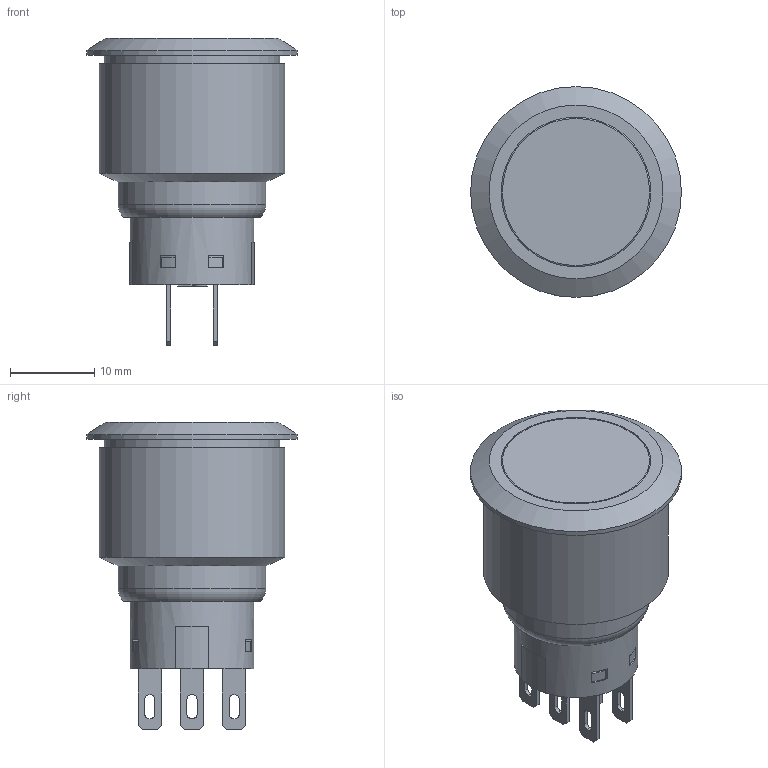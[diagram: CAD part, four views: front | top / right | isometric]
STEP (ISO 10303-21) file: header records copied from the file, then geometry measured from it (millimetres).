
FILE_DESCRIPTION(/* description */ (''),/* implementation_level */ '2;1');
FILE_NAME(/* name */ 'ULV7F2Hxx.stp',/* time_stamp */ '2025-06-04T14:24:16-05:00',/* author */ ('mroman'),/* organization */ (''),/* preprocessor_version */ 'ST-DEVELOPER v18.1',/* originating_system */ 'Autodesk Inventor 2022',/* authorisation */ '');
FILE_SCHEMA (('AUTOMOTIVE_DESIGN { 1 0 10303 214 3 1 1 }'));
Length unit declared in the file: centimetre
Products named in the file (1): ULV7F2Hxx
Bounding box: 25 x 25 x 36.4 mm (x, y, z)
Volume: 8363.2 mm3; surface area: 3784.6 mm2
Topology: 1 solids, 1 shells, 245 faces, 696 edges, 455 vertices
Faces by surface type: plane 156, bspline 46, cylinder 39, torus 2, cone 2
Full cylindrical faces by diameter (mm): 13.3 x1, 14.7 x1, 17.5 x1, 17.75 x1, 20.8 x1, 22 x1, 25 x1
Entity records: 8266 total; most frequent: CARTESIAN_POINT 1995, ORIENTED_EDGE 1392, DIRECTION 1145, EDGE_CURVE 696, LINE 463, VECTOR 463, VERTEX_POINT 455, AXIS2_PLACEMENT_3D 341
